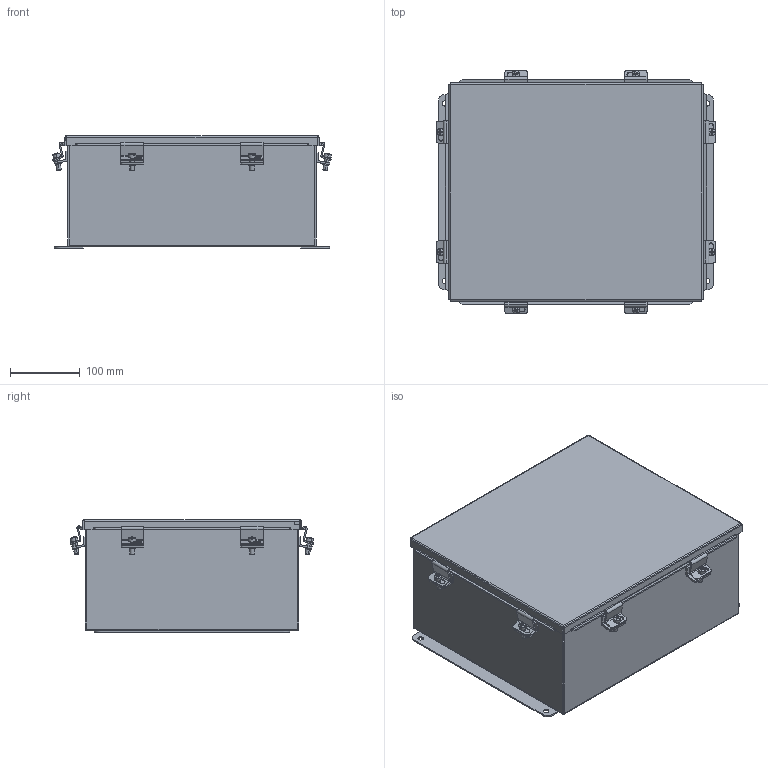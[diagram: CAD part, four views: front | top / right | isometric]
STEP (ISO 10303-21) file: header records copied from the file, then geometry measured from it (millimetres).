
FILE_DESCRIPTION (( 'STEP AP214' ), '1' );
FILE_NAME ('BN4141206AL.STEP', '2016-02-02T20:18:57', ( '' ), ( '' ), 'SwSTEP 2.0', 'SolidWorks 2014', '' );
FILE_SCHEMA (( 'AUTOMOTIVE_DESIGN' ));
Length unit declared in the file: inch
Products named in the file (10): 34851_1; 3086_1; BN4141206ALBKP_1; 38830_1; BN41412ALLID_1; 372135_1; 316168_1; C2002_1; 3887_1; BN4141206AL
Assembly tree (35 placements, depth 2):
  BN4141206AL
    3887_1  x4
    C2002_1  x8
    372135_1  x8
    3086_1  x8
    316168_1  x2
    BN41412ALLID_1
    38830_1
    BN4141206ALBKP_1
    34851_1  x2
Bounding box: 398.92 x 348.26 x 160.95 mm (x, y, z)
Volume: 1028853 mm3; surface area: 1051325.9 mm2
Topology: 35 solids, 35 shells, 781 faces, 1936 edges, 1242 vertices
Faces by surface type: plane 431, cylinder 272, cone 34, bspline 24, sphere 16, torus 4
Entity records: 12792 total; most frequent: CARTESIAN_POINT 3087, DIRECTION 1364, ORIENTED_EDGE 1352, EDGE_CURVE 676, VECTOR 488, LINE 488, AXIS2_PLACEMENT_3D 438, VERTEX_POINT 415
